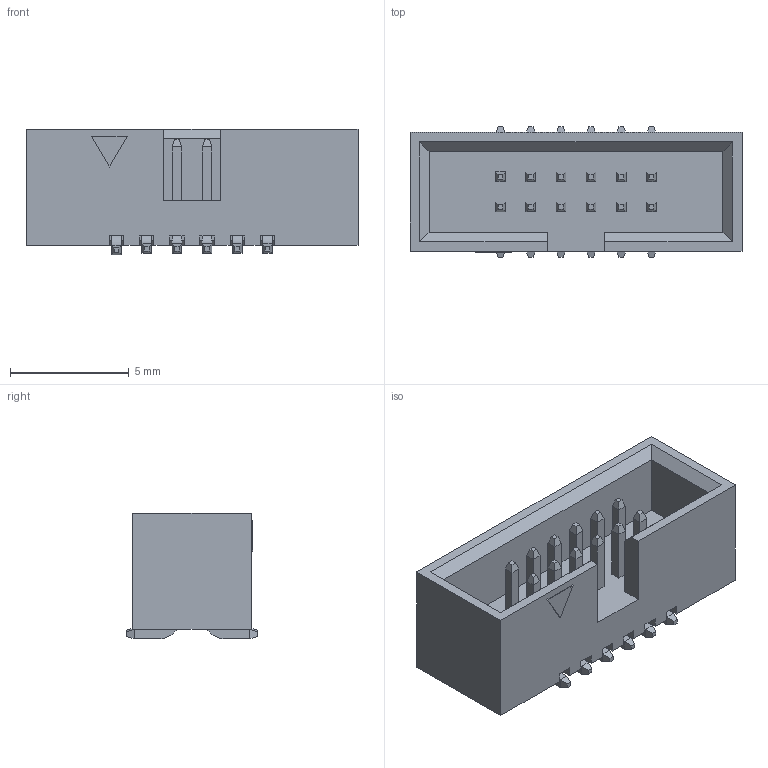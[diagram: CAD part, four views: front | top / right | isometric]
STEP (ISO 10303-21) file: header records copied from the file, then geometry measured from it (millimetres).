
FILE_DESCRIPTION(/* description */ ('Unknown'),/* implementation_level */ '2;1');
FILE_NAME(/* name */ '62701220621',/* time_stamp */ '2021-02-23T16:10:19+01:00',/* author */ ('Unknown'),/* organization */ ('Unknown'),/* preprocessor_version */ 'ST-DEVELOPER v16.7',/* originating_system */ 'DEX',/* authorisation */ $);
FILE_SCHEMA (('AUTOMOTIVE_DESIGN {1 0 10303 214 3 1 1}'));
Length unit declared in the file: millimetre
Products named in the file (3): 6270xx20621; 62701220621; 6270xx20621_PIN
Assembly tree (13 placements, depth 2):
  6270xx20621
    62701220621
    6270xx20621_PIN  x12
Bounding box: 13.97 x 5.51 x 5.3 mm (x, y, z)
Volume: 210.4 mm3; surface area: 569.1 mm2
Topology: 13 solids, 13 shells, 371 faces, 944 edges, 588 vertices
Faces by surface type: plane 347, cylinder 24
Entity records: 6844 total; most frequent: CARTESIAN_POINT 1015, ORIENTED_EDGE 1008, DIRECTION 882, EDGE_CURVE 504, LINE 500, VECTOR 500, VERTEX_POINT 324, AXIS2_PLACEMENT_3D 191
